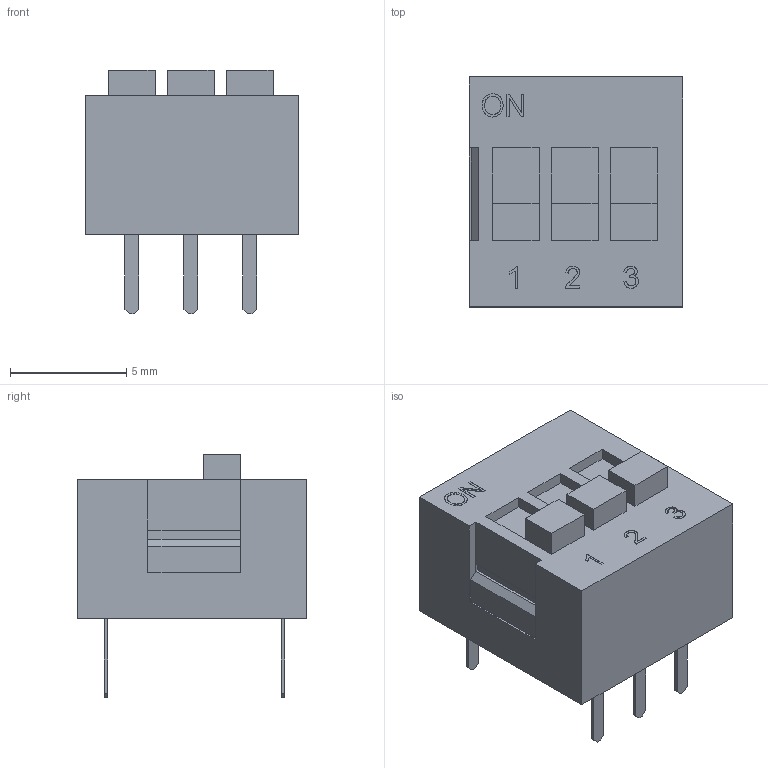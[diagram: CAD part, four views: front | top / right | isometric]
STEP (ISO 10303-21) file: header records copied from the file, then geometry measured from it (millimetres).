
FILE_DESCRIPTION(('FreeCAD Model'),'2;1');
FILE_NAME('DS_03.stp', '2015-04-18T14:26:50',('FreeCAD'),('FreeCAD'), 'Open CASCADE STEP processor 6.7','FreeCAD','Unknown');
FILE_SCHEMA(('AUTOMOTIVE_DESIGN_CC2 { 1 2 10303 214 -1 1 5 4 }'));
Length unit declared in the file: millimetre
Products named in the file (4): Pocket003; Array001; Fusion; Array
Bounding box: 9.18 x 9.9 x 10.5 mm (x, y, z)
Volume: 537.3 mm3; surface area: 523.2 mm2
Topology: 15 solids, 15 shells, 204 faces, 508 edges, 338 vertices
Faces by surface type: plane 135, extrusion 69
Entity records: 13085 total; most frequent: CARTESIAN_POINT 2759, DIRECTION 1587, VECTOR 1315, LINE 1246, ORIENTED_EDGE 1016, PCURVE 1016, DEFINITIONAL_REPRESENTATION 1016, EDGE_CURVE 508
